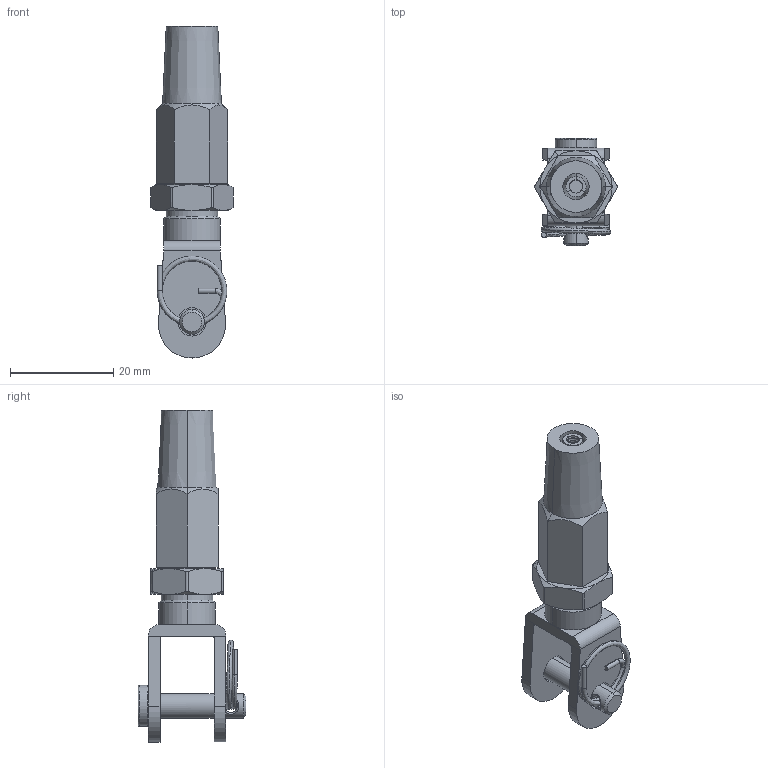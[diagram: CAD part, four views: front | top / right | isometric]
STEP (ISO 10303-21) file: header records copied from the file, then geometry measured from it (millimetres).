
FILE_DESCRIPTION (( 'STEP AP203' ), '1' );
FILE_NAME ('10150003.STEP', '2018-03-13T06:52:54', ( '' ), ( '' ), 'SwSTEP 2.0', 'SolidWorks 2015', '' );
FILE_SCHEMA (( 'CONFIG_CONTROL_DESIGN' ));
Length unit declared in the file: millimetre
Products named in the file (9): 1015000X Teil1_10150003 Teil1; 1015000X Teil7_10150003 Teil7; 1015000X Teil3_10150003 Teil3; 1015000X Teil4_10150003 Teil4; 10150003; 1015000X Teil5_10150003 Teil5; 1015000X Teil2_10150003 Teil2; 1015000X Teil6_10150003 Teil6; 1015000X Teil8_10150003 Teil7
Assembly tree (10 placements, depth 2):
  10150003
    1015000X Teil4_10150003 Teil4
    1015000X Teil2_10150003 Teil2  x3
    1015000X Teil3_10150003 Teil3
    1015000X Teil5_10150003 Teil5
    1015000X Teil6_10150003 Teil6
    1015000X Teil7_10150003 Teil7
    1015000X Teil8_10150003 Teil7
    1015000X Teil1_10150003 Teil1
Bounding box: 16.01 x 20.9 x 64.35 mm (x, y, z)
Volume: 6108.6 mm3; surface area: 6208.5 mm2
Topology: 10 solids, 10 shells, 517 faces, 1356 edges, 882 vertices
Faces by surface type: plane 150, cylinder 118, bspline 114, torus 91, cone 44
Entity records: 23575 total; most frequent: CARTESIAN_POINT 13548, ORIENTED_EDGE 2040, DIRECTION 1574, EDGE_CURVE 1020, VERTEX_POINT 658, AXIS2_PLACEMENT_3D 534, LINE 506, VECTOR 506
